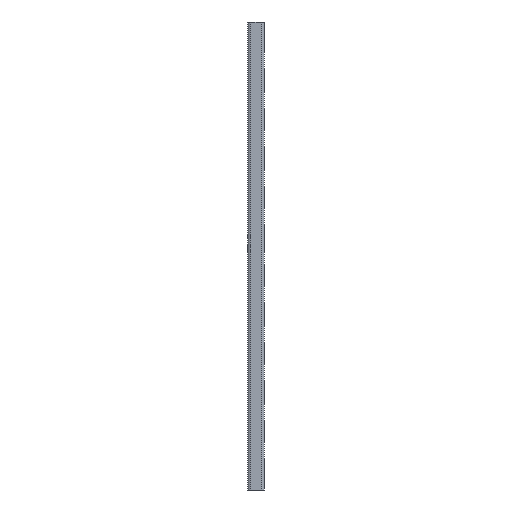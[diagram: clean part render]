
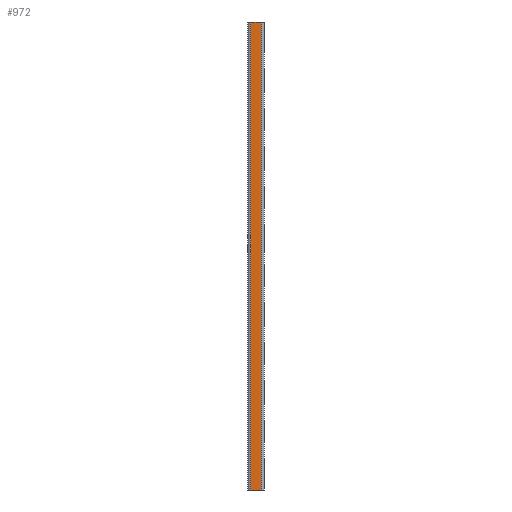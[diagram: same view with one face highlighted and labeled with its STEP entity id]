
A CAD part, left-side view. The second image highlights one B-rep face of the part: STEP entity #972.
In plain terms, the highlighted planar face has unit normal (-1, 0, 0).
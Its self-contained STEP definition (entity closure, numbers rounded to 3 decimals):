
#190 = FACE_OUTER_BOUND ( 'NONE', #215, .T. ) ;
#215 = EDGE_LOOP ( 'NONE', ( #1742, #1605, #1687, #1653 ) ) ;
#313 = VECTOR ( 'NONE', #842, 1000. ) ;
#347 = VECTOR ( 'NONE', #1438, 1000. ) ;
#348 = LINE ( 'NONE', #1447, #347 ) ;
#351 = VECTOR ( 'NONE', #1496, 1000. ) ;
#423 = LINE ( 'NONE', #1494, #351 ) ;
#456 = LINE ( 'NONE', #757, #313 ) ;
#720 = AXIS2_PLACEMENT_3D ( 'NONE', #2078, #2096, #2135 ) ;
#757 = CARTESIAN_POINT ( 'NONE',  ( -20.5, 21., -300. ) ) ;
#779 = CARTESIAN_POINT ( 'NONE',  ( -20.5, 17.5, 1500. ) ) ;
#842 = DIRECTION ( 'NONE',  ( 0., -1., 0. ) ) ;
#909 = DIRECTION ( 'NONE',  ( 0., 0., -1. ) ) ;
#972 = ADVANCED_FACE ( 'NONE', ( #190 ), #2089, .F. ) ;
#1438 = DIRECTION ( 'NONE',  ( 0., 1., 0. ) ) ;
#1447 = CARTESIAN_POINT ( 'NONE',  ( -20.5, 21., 300. ) ) ;
#1494 = CARTESIAN_POINT ( 'NONE',  ( -20.5, 3.5, 1500. ) ) ;
#1496 = DIRECTION ( 'NONE',  ( 0., 0., -1. ) ) ;
#1605 = ORIENTED_EDGE ( 'NONE', *, *, #2644, .T. ) ;
#1642 = VERTEX_POINT ( 'NONE', #2278 ) ;
#1653 = ORIENTED_EDGE ( 'NONE', *, *, #2547, .F. ) ;
#1687 = ORIENTED_EDGE ( 'NONE', *, *, #2632, .T. ) ;
#1733 = VERTEX_POINT ( 'NONE', #2156 ) ;
#1738 = VERTEX_POINT ( 'NONE', #2172 ) ;
#1742 = ORIENTED_EDGE ( 'NONE', *, *, #2553, .T. ) ;
#1761 = VERTEX_POINT ( 'NONE', #2146 ) ;
#1829 = LINE ( 'NONE', #779, #1934 ) ;
#1934 = VECTOR ( 'NONE', #909, 1000. ) ;
#2078 = CARTESIAN_POINT ( 'NONE',  ( -20.5, 17.5, 1500. ) ) ;
#2089 = PLANE ( 'NONE',  #720 ) ;
#2096 = DIRECTION ( 'NONE',  ( 1., 0., 0. ) ) ;
#2135 = DIRECTION ( 'NONE',  ( 0., 1., 0. ) ) ;
#2146 = CARTESIAN_POINT ( 'NONE',  ( -20.5, 3.5, -300. ) ) ;
#2156 = CARTESIAN_POINT ( 'NONE',  ( -20.5, 17.5, -300. ) ) ;
#2172 = CARTESIAN_POINT ( 'NONE',  ( -20.5, 17.5, 300. ) ) ;
#2278 = CARTESIAN_POINT ( 'NONE',  ( -20.5, 3.5, 300. ) ) ;
#2547 = EDGE_CURVE ( 'NONE', #1642, #1761, #423, .T. ) ;
#2553 = EDGE_CURVE ( 'NONE', #1642, #1738, #348, .T. ) ;
#2632 = EDGE_CURVE ( 'NONE', #1733, #1761, #456, .T. ) ;
#2644 = EDGE_CURVE ( 'NONE', #1738, #1733, #1829, .T. ) ;
